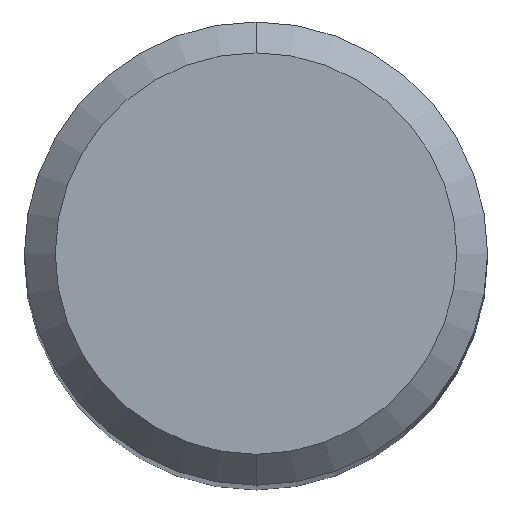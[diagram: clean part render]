
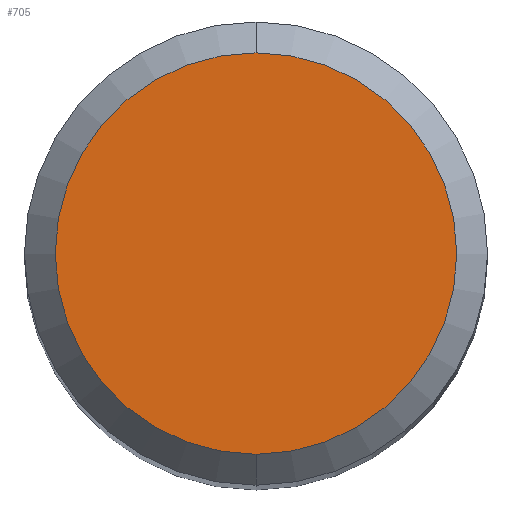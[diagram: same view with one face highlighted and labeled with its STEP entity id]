
A CAD part, top view. The second image highlights one B-rep face of the part: STEP entity #705.
In plain terms, the highlighted planar face has unit normal (0, 0, 1).
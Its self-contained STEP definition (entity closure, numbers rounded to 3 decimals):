
#471=EDGE_CURVE('',#677,#481,#1092,.T.);
#481=VERTEX_POINT('',#1102);
#645=EDGE_CURVE('',#481,#677,#1287,.T.);
#677=VERTEX_POINT('',#1321);
#705=ADVANCED_FACE('',(#1351),#1352,.T.);
#1092=CIRCLE('',#2663,2.6);
#1102=CARTESIAN_POINT('',(0.0,2.6,0.0));
#1287=CIRCLE('',#4549,2.6);
#1321=CARTESIAN_POINT('',(0.,-2.6,0.0));
#1351=FACE_OUTER_BOUND('',#4776,.T.);
#1352=PLANE('',#4777);
#2663=AXIS2_PLACEMENT_3D('',#6339,#6340,#6341);
#4549=AXIS2_PLACEMENT_3D('',#6615,#6616,#6617);
#4776=EDGE_LOOP('',(#6677,#6678));
#4777=AXIS2_PLACEMENT_3D('',#6679,#6680,#6681);
#6339=CARTESIAN_POINT('',(0.0,0.0,0.0));
#6340=DIRECTION('',(0.0,0.0,-1.0));
#6341=DIRECTION('',(0.0,1.0,0.0));
#6615=CARTESIAN_POINT('',(0.0,0.0,0.0));
#6616=DIRECTION('',(0.0,0.0,-1.0));
#6617=DIRECTION('',(0.0,1.0,0.0));
#6677=ORIENTED_EDGE('',*,*,#645,.F.);
#6678=ORIENTED_EDGE('',*,*,#471,.F.);
#6679=CARTESIAN_POINT('',(0.0,1.3,0.0));
#6680=DIRECTION('',(-0.0,0.0,1.0));
#6681=DIRECTION('',(0.0,-1.0,0.0));
